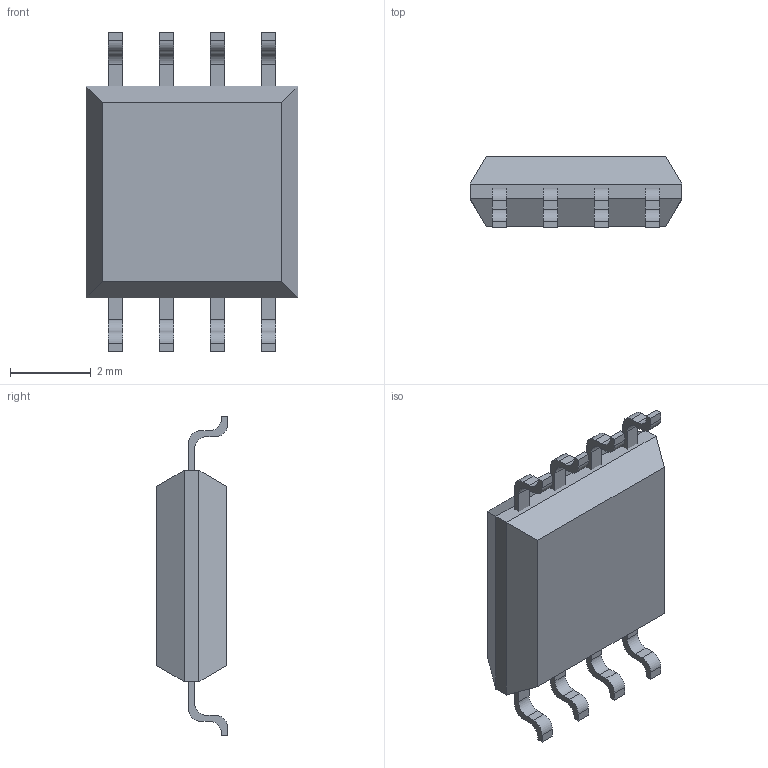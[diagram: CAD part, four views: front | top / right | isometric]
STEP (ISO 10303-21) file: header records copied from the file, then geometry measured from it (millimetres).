
FILE_DESCRIPTION (( 'STEP AP214' ), '1' );
FILE_NAME ('SOIJ-08.STEP', '2015-03-31T17:05:14', ( '' ), ( '' ), 'SwSTEP 2.0', 'SolidWorks 2014', '' );
FILE_SCHEMA (( 'AUTOMOTIVE_DESIGN' ));
Length unit declared in the file: millimetre
Products named in the file (3): SOIJ-08_Pins; SOIJ-08_Body; SOIJ-08
Assembly tree (2 placements, depth 2):
  SOIJ-08
    SOIJ-08_Body
    SOIJ-08_Pins
Bounding box: 5.26 x 1.77 x 7.94 mm (x, y, z)
Volume: 46.4 mm3; surface area: 134.5 mm2
Topology: 2 solids, 2 shells, 111 faces, 310 edges, 204 vertices
Faces by surface type: plane 77, cylinder 34
Entity records: 3691 total; most frequent: CARTESIAN_POINT 630, ORIENTED_EDGE 620, DIRECTION 610, EDGE_CURVE 310, LINE 242, VECTOR 242, VERTEX_POINT 204, AXIS2_PLACEMENT_3D 184
